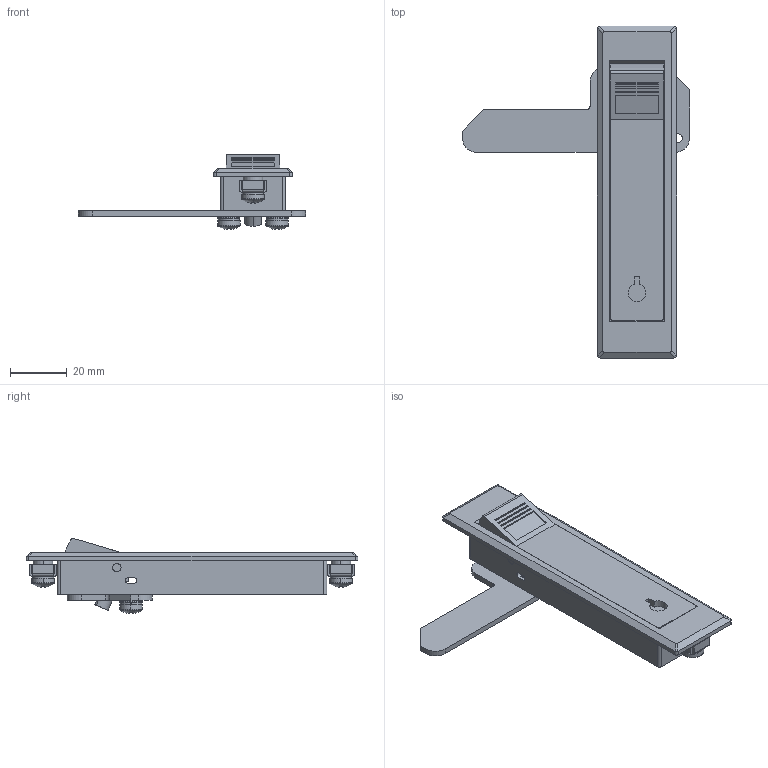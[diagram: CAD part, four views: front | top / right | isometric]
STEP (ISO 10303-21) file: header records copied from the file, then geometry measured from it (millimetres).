
FILE_DESCRIPTION (( 'STEP AP203' ), '1' );
FILE_NAME ('sone3D.STEP', '2013-08-02T02:41:33', ( '' ), ( '' ), 'SwSTEP 2.0', 'SolidWorks 2012', '' );
FILE_SCHEMA (( 'CONFIG_CONTROL_DESIGN' ));
Length unit declared in the file: millimetre
Products named in the file (10): sone3D; 十字穴付なべねじM4; 平ワッシャーM4小型丸_JIS B 1256 Small circular 4; 廫帤寠晅側傋偹偠M4_M4亊6; スプリングワッシャーM4_JIS B 1251 No.2 4; A-1251-2-1取付ワッシャー_; A-1251-2-1止め金_; A-1251-2-1僔儍僼僩_; A-1251-2-1僴儞僪儖_; A-1251-2-1本体_
Assembly tree (15 placements, depth 3):
  sone3D
    A-1251-2-1本体_
    A-1251-2-1僴儞僪儖_
    A-1251-2-1僔儍僼僩_
    A-1251-2-1止め金_
    A-1251-2-1取付ワッシャー_  x2
    スプリングワッシャーM4_JIS B 1251 No.2 4  x2
    廫帤寠晅側傋偹偠M4_M4亊6  x2
    十字穴付なべねじM4  x2
      廫帤寠晅側傋偹偠M4_M4亊6
      スプリングワッシャーM4_JIS B 1251 No.2 4
      平ワッシャーM4小型丸_JIS B 1256 Small circular 4
Bounding box: 80 x 117 x 26.48 mm (x, y, z)
Volume: 29174.4 mm3; surface area: 24265.4 mm2
Topology: 16 solids, 16 shells, 413 faces, 1072 edges, 704 vertices
Faces by surface type: plane 251, cylinder 134, sphere 12, torus 11, bspline 5
Entity records: 10589 total; most frequent: CARTESIAN_POINT 1968, DIRECTION 1566, ORIENTED_EDGE 1544, EDGE_CURVE 772, AXIS2_PLACEMENT_3D 536, VERTEX_POINT 506, LINE 494, VECTOR 494
